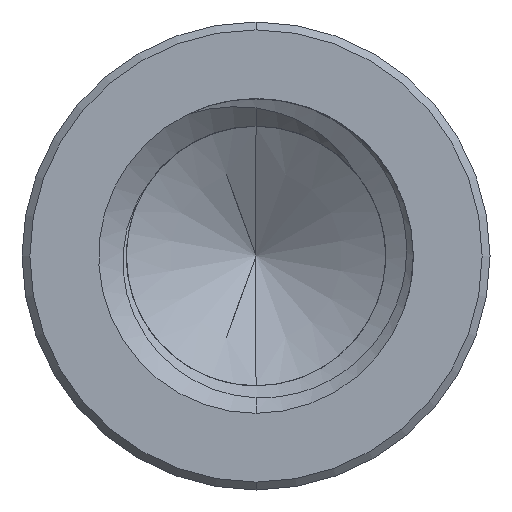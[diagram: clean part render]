
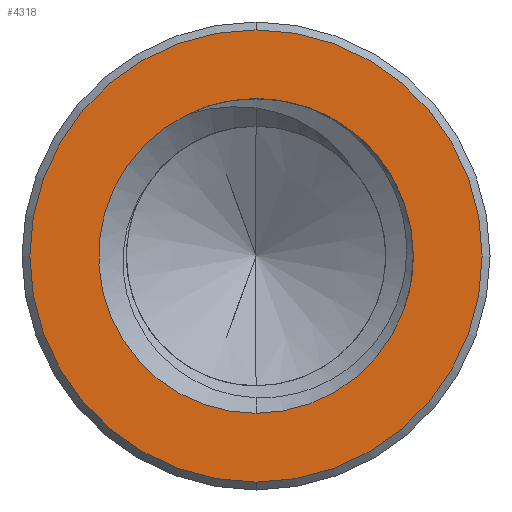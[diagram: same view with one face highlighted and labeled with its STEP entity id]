
A CAD part, front view. The second image highlights one B-rep face of the part: STEP entity #4318.
In plain terms, the highlighted planar face has unit normal (0, -1, 0).
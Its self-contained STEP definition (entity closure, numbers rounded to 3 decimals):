
#2003 = EDGE_CURVE('',#2004,#2006,#2008,.T.);
#2004 = VERTEX_POINT('',#2005);
#2005 = CARTESIAN_POINT('',(0.,-21.5,-2.875));
#2006 = VERTEX_POINT('',#2007);
#2007 = CARTESIAN_POINT('',(0.,-21.5,2.875));
#2008 = CIRCLE('',#2009,2.875);
#2009 = AXIS2_PLACEMENT_3D('',#2010,#2011,#2012);
#2010 = CARTESIAN_POINT('',(0.,-21.5,0.));
#2011 = DIRECTION('',(0.,-1.,0.));
#2012 = DIRECTION('',(0.,0.,1.));
#4140 = VERTEX_POINT('',#4141);
#4141 = CARTESIAN_POINT('',(0.,-21.5,-2.));
#4147 = EDGE_CURVE('',#4140,#4148,#4150,.T.);
#4148 = VERTEX_POINT('',#4149);
#4149 = CARTESIAN_POINT('',(-0.874,-21.5,1.799));
#4150 = CIRCLE('',#4151,2.);
#4151 = AXIS2_PLACEMENT_3D('',#4152,#4153,#4154);
#4152 = CARTESIAN_POINT('',(0.,-21.5,0.));
#4153 = DIRECTION('',(0.,1.,0.));
#4154 = DIRECTION('',(0.,-0.,1.));
#4182 = EDGE_CURVE('',#4183,#4140,#4185,.T.);
#4183 = VERTEX_POINT('',#4184);
#4184 = CARTESIAN_POINT('',(0.675,-21.5,1.883));
#4185 = CIRCLE('',#4186,2.);
#4186 = AXIS2_PLACEMENT_3D('',#4187,#4188,#4189);
#4187 = CARTESIAN_POINT('',(0.,-21.5,0.));
#4188 = DIRECTION('',(0.,1.,0.));
#4189 = DIRECTION('',(0.,-0.,1.));
#4318 = ADVANCED_FACE('',(#4319,#4330),#4340,.F.);
#4319 = FACE_BOUND('',#4320,.T.);
#4320 = EDGE_LOOP('',(#4321,#4322,#4323));
#4321 = ORIENTED_EDGE('',*,*,#4182,.T.);
#4322 = ORIENTED_EDGE('',*,*,#4147,.T.);
#4323 = ORIENTED_EDGE('',*,*,#4324,.T.);
#4324 = EDGE_CURVE('',#4148,#4183,#4325,.T.);
#4325 = CIRCLE('',#4326,2.);
#4326 = AXIS2_PLACEMENT_3D('',#4327,#4328,#4329);
#4327 = CARTESIAN_POINT('',(0.,-21.5,0.));
#4328 = DIRECTION('',(0.,1.,0.));
#4329 = DIRECTION('',(0.,-0.,1.));
#4330 = FACE_BOUND('',#4331,.T.);
#4331 = EDGE_LOOP('',(#4332,#4339));
#4332 = ORIENTED_EDGE('',*,*,#4333,.T.);
#4333 = EDGE_CURVE('',#2006,#2004,#4334,.T.);
#4334 = CIRCLE('',#4335,2.875);
#4335 = AXIS2_PLACEMENT_3D('',#4336,#4337,#4338);
#4336 = CARTESIAN_POINT('',(0.,-21.5,0.));
#4337 = DIRECTION('',(0.,-1.,0.));
#4338 = DIRECTION('',(0.,0.,1.));
#4339 = ORIENTED_EDGE('',*,*,#2003,.T.);
#4340 = PLANE('',#4341);
#4341 = AXIS2_PLACEMENT_3D('',#4342,#4343,#4344);
#4342 = CARTESIAN_POINT('',(0.,-21.5,0.));
#4343 = DIRECTION('',(0.,1.,0.));
#4344 = DIRECTION('',(0.,-0.,1.));
